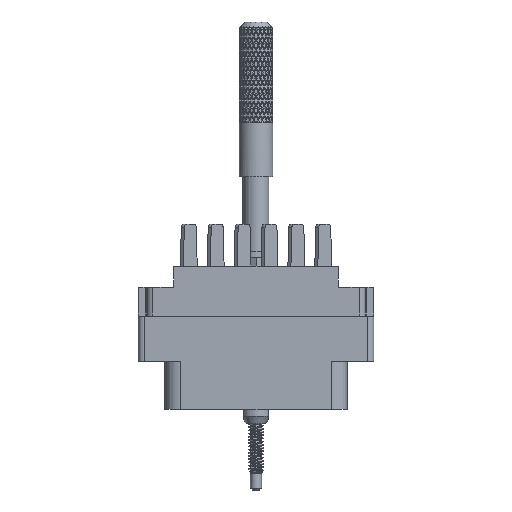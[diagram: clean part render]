
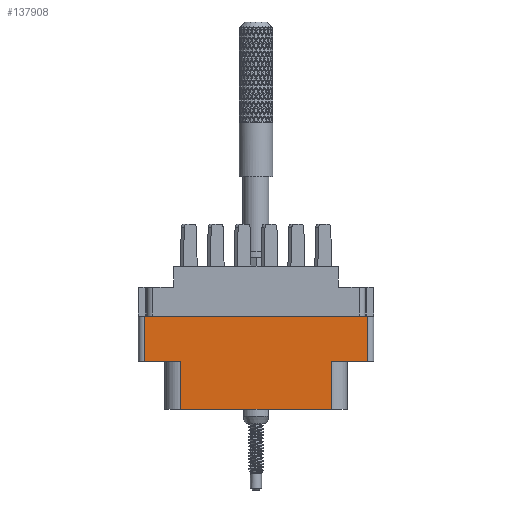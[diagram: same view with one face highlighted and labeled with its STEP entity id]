
A CAD part, front view. The second image highlights one B-rep face of the part: STEP entity #137908.
In plain terms, the highlighted planar face has unit normal (0, -1, 0).
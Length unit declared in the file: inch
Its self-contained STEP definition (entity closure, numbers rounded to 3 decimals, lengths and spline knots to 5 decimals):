
#495 = DIRECTION ( 'NONE',  ( 0., 0., -1. ) ) ;
#1698 = VECTOR ( 'NONE', #140536, 39.37008 ) ;
#4718 = LINE ( 'NONE', #118025, #139014 ) ;
#4919 = VECTOR ( 'NONE', #90505, 39.37008 ) ;
#5933 = CARTESIAN_POINT ( 'NONE',  ( -0.624, -0.343, -0.798 ) ) ;
#7852 = DIRECTION ( 'NONE',  ( 1., 0., 0. ) ) ;
#10923 = EDGE_CURVE ( 'NONE', #56261, #140634, #131435, .T. ) ;
#15263 = VERTEX_POINT ( 'NONE', #182354 ) ;
#19029 = EDGE_LOOP ( 'NONE', ( #75460, #143105, #22207, #152743, #67709, #79233, #153977, #44754 ) ) ;
#20814 = CARTESIAN_POINT ( 'NONE',  ( 0.624, -0.343, -0.798 ) ) ;
#22207 = ORIENTED_EDGE ( 'NONE', *, *, #45906, .F. ) ;
#36166 = VECTOR ( 'NONE', #75600, 39.37008 ) ;
#38385 = CARTESIAN_POINT ( 'NONE',  ( -0.42, -0.343, -0.529 ) ) ;
#44754 = ORIENTED_EDGE ( 'NONE', *, *, #58145, .T. ) ;
#44828 = VERTEX_POINT ( 'NONE', #107360 ) ;
#45906 = EDGE_CURVE ( 'NONE', #151493, #77529, #80877, .T. ) ;
#49575 = EDGE_CURVE ( 'NONE', #44828, #138913, #83853, .T. ) ;
#52638 = CARTESIAN_POINT ( 'NONE',  ( 0.624, -0.343, -0.277 ) ) ;
#56261 = VERTEX_POINT ( 'NONE', #71009 ) ;
#56649 = VECTOR ( 'NONE', #66937, 39.37008 ) ;
#58145 = EDGE_CURVE ( 'NONE', #15263, #44828, #135119, .T. ) ;
#62025 = CARTESIAN_POINT ( 'NONE',  ( 0.42, -0.343, -0.798 ) ) ;
#66303 = EDGE_CURVE ( 'NONE', #138913, #77529, #123707, .T. ) ;
#66937 = DIRECTION ( 'NONE',  ( 0., 0., -1. ) ) ;
#67709 = ORIENTED_EDGE ( 'NONE', *, *, #10923, .T. ) ;
#68769 = VECTOR ( 'NONE', #115620, 39.37008 ) ;
#71009 = CARTESIAN_POINT ( 'NONE',  ( 0.624, -0.343, -0.529 ) ) ;
#72013 = LINE ( 'NONE', #128694, #68769 ) ;
#75460 = ORIENTED_EDGE ( 'NONE', *, *, #49575, .T. ) ;
#75507 = EDGE_CURVE ( 'NONE', #127988, #140634, #72013, .T. ) ;
#75600 = DIRECTION ( 'NONE',  ( 0., 0., 1. ) ) ;
#77529 = VERTEX_POINT ( 'NONE', #62025 ) ;
#79233 = ORIENTED_EDGE ( 'NONE', *, *, #75507, .F. ) ;
#80877 = LINE ( 'NONE', #138463, #56649 ) ;
#80969 = DIRECTION ( 'NONE',  ( 1., 0., 0. ) ) ;
#83853 = LINE ( 'NONE', #38385, #1698 ) ;
#88693 = DIRECTION ( 'NONE',  ( 0., -1., 0. ) ) ;
#90505 = DIRECTION ( 'NONE',  ( 0., 0., 1. ) ) ;
#95161 = VECTOR ( 'NONE', #80969, 39.37008 ) ;
#95725 = AXIS2_PLACEMENT_3D ( 'NONE', #173298, #88693, #495 ) ;
#107360 = CARTESIAN_POINT ( 'NONE',  ( -0.42, -0.343, -0.529 ) ) ;
#109006 = CARTESIAN_POINT ( 'NONE',  ( 0., -0.343, -0.529 ) ) ;
#111595 = EDGE_CURVE ( 'NONE', #15263, #127988, #144368, .T. ) ;
#113806 = PLANE ( 'NONE',  #95725 ) ;
#115620 = DIRECTION ( 'NONE',  ( 1., 0., 0. ) ) ;
#118025 = CARTESIAN_POINT ( 'NONE',  ( 0., -0.343, -0.529 ) ) ;
#121913 = CARTESIAN_POINT ( 'NONE',  ( -0.624, -0.343, -0.798 ) ) ;
#123213 = CARTESIAN_POINT ( 'NONE',  ( 0.42, -0.343, -0.529 ) ) ;
#123707 = LINE ( 'NONE', #121913, #95161 ) ;
#127988 = VERTEX_POINT ( 'NONE', #182339 ) ;
#128694 = CARTESIAN_POINT ( 'NONE',  ( -0.656, -0.343, -0.277 ) ) ;
#130151 = DIRECTION ( 'NONE',  ( -1., 0., 0. ) ) ;
#131435 = LINE ( 'NONE', #20814, #4919 ) ;
#135119 = LINE ( 'NONE', #109006, #156621 ) ;
#137098 = CARTESIAN_POINT ( 'NONE',  ( -0.42, -0.343, -0.798 ) ) ;
#137908 = ADVANCED_FACE ( 'NONE', ( #143542 ), #113806, .T. ) ;
#138463 = CARTESIAN_POINT ( 'NONE',  ( 0.42, -0.343, -0.529 ) ) ;
#138913 = VERTEX_POINT ( 'NONE', #137098 ) ;
#139014 = VECTOR ( 'NONE', #130151, 39.37008 ) ;
#140536 = DIRECTION ( 'NONE',  ( 0., 0., -1. ) ) ;
#140634 = VERTEX_POINT ( 'NONE', #52638 ) ;
#143105 = ORIENTED_EDGE ( 'NONE', *, *, #66303, .T. ) ;
#143542 = FACE_OUTER_BOUND ( 'NONE', #19029, .T. ) ;
#144368 = LINE ( 'NONE', #5933, #36166 ) ;
#146612 = EDGE_CURVE ( 'NONE', #56261, #151493, #4718, .T. ) ;
#151493 = VERTEX_POINT ( 'NONE', #123213 ) ;
#152743 = ORIENTED_EDGE ( 'NONE', *, *, #146612, .F. ) ;
#153977 = ORIENTED_EDGE ( 'NONE', *, *, #111595, .F. ) ;
#156621 = VECTOR ( 'NONE', #7852, 39.37008 ) ;
#173298 = CARTESIAN_POINT ( 'NONE',  ( -0.624, -0.343, -0.798 ) ) ;
#182339 = CARTESIAN_POINT ( 'NONE',  ( -0.624, -0.343, -0.277 ) ) ;
#182354 = CARTESIAN_POINT ( 'NONE',  ( -0.624, -0.343, -0.529 ) ) ;
